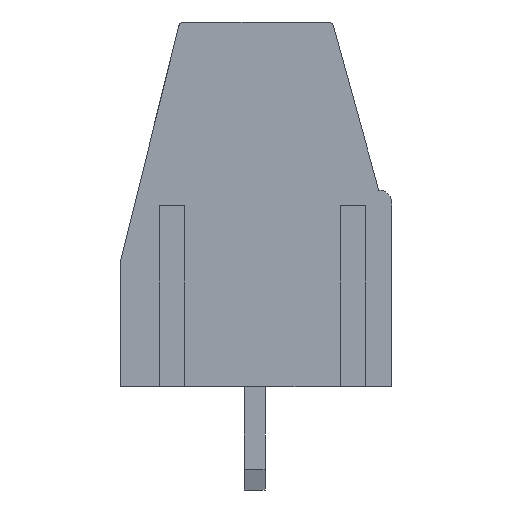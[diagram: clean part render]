
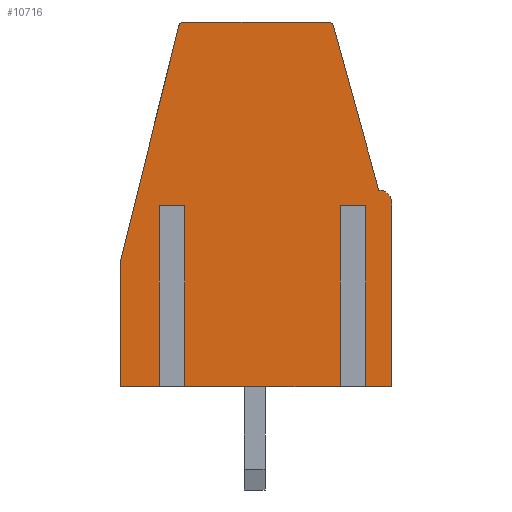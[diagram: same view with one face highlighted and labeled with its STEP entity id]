
A CAD part, left-side view. The second image highlights one B-rep face of the part: STEP entity #10716.
In plain terms, the highlighted planar face has unit normal (-1, 0, 0).
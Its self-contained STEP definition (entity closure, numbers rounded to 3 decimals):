
#86 = DIRECTION ( 'NONE',  ( 0., -1., 0. ) ) ;
#293 = VECTOR ( 'NONE', #86, 1000. ) ;
#311 = VERTEX_POINT ( 'NONE', #13621 ) ;
#848 = DIRECTION ( 'NONE',  ( 0., 0., -1. ) ) ;
#1565 = VECTOR ( 'NONE', #24826, 1000. ) ;
#1861 = DIRECTION ( 'NONE',  ( 0., 0., -1. ) ) ;
#1916 = VECTOR ( 'NONE', #9636, 1000. ) ;
#2348 = EDGE_CURVE ( 'NONE', #16607, #16730, #26205, .T. ) ;
#2639 = DIRECTION ( 'NONE',  ( 0., -1., 0. ) ) ;
#2648 = LINE ( 'NONE', #24435, #23298 ) ;
#2652 = VECTOR ( 'NONE', #7364, 1000. ) ;
#2724 = CARTESIAN_POINT ( 'NONE',  ( -12.7, 5.2, 14.15 ) ) ;
#2805 = LINE ( 'NONE', #24749, #293 ) ;
#2823 = CARTESIAN_POINT ( 'NONE',  ( -12.7, 2.9, 14.15 ) ) ;
#2976 = VERTEX_POINT ( 'NONE', #23216 ) ;
#3412 = CARTESIAN_POINT ( 'NONE',  ( -12.7, -4.067, 7.05 ) ) ;
#4174 = VERTEX_POINT ( 'NONE', #4884 ) ;
#4235 = EDGE_CURVE ( 'NONE', #311, #4174, #26444, .T. ) ;
#4884 = CARTESIAN_POINT ( 'NONE',  ( -12.7, -3.533, 0.05 ) ) ;
#4969 = AXIS2_PLACEMENT_3D ( 'NONE', #19029, #31182, #9256 ) ;
#5235 = DIRECTION ( 'NONE',  ( 0., -0.24, 0.971 ) ) ;
#5304 = VERTEX_POINT ( 'NONE', #8408 ) ;
#5865 = ORIENTED_EDGE ( 'NONE', *, *, #22129, .T. ) ;
#5912 = CARTESIAN_POINT ( 'NONE',  ( -12.7, -5.3, 7.15 ) ) ;
#5931 = DIRECTION ( 'NONE',  ( 0., -1., 0. ) ) ;
#6518 = LINE ( 'NONE', #14368, #19000 ) ;
#6524 = VERTEX_POINT ( 'NONE', #29249 ) ;
#6601 = EDGE_CURVE ( 'NONE', #8424, #4174, #23013, .T. ) ;
#7071 = EDGE_CURVE ( 'NONE', #23207, #23765, #17396, .T. ) ;
#7192 = PLANE ( 'NONE',  #22083 ) ;
#7197 = AXIS2_PLACEMENT_3D ( 'NONE', #10761, #24689, #17793 ) ;
#7261 = ORIENTED_EDGE ( 'NONE', *, *, #15998, .T. ) ;
#7364 = DIRECTION ( 'NONE',  ( 0., 0., -1. ) ) ;
#7426 = CARTESIAN_POINT ( 'NONE',  ( -12.7, 5.2, 0.05 ) ) ;
#7746 = VERTEX_POINT ( 'NONE', #5912 ) ;
#8408 = CARTESIAN_POINT ( 'NONE',  ( -12.7, -2.848, 14.15 ) ) ;
#8424 = VERTEX_POINT ( 'NONE', #20719 ) ;
#8820 = DIRECTION ( 'NONE',  ( 0., -0.267, -0.964 ) ) ;
#9122 = CARTESIAN_POINT ( 'NONE',  ( -12.7, -2.848, 13.95 ) ) ;
#9176 = EDGE_CURVE ( 'NONE', #6524, #8424, #2648, .T. ) ;
#9247 = VERTEX_POINT ( 'NONE', #25059 ) ;
#9256 = DIRECTION ( 'NONE',  ( 0., 1., 0. ) ) ;
#9277 = DIRECTION ( 'NONE',  ( -1., 0., 0. ) ) ;
#9636 = DIRECTION ( 'NONE',  ( 0., 0., -1. ) ) ;
#9887 = ORIENTED_EDGE ( 'NONE', *, *, #6601, .T. ) ;
#10676 = VERTEX_POINT ( 'NONE', #12032 ) ;
#10716 = ADVANCED_FACE ( 'NONE', ( #14272 ), #7192, .F. ) ;
#10724 = EDGE_CURVE ( 'NONE', #7746, #14068, #25144, .T. ) ;
#10761 = CARTESIAN_POINT ( 'NONE',  ( -12.7, 2.743, 13.95 ) ) ;
#10985 = DIRECTION ( 'NONE',  ( 0., -1., 0. ) ) ;
#11059 = CARTESIAN_POINT ( 'NONE',  ( -12.7, 2.933, 7.05 ) ) ;
#11184 = ORIENTED_EDGE ( 'NONE', *, *, #22514, .F. ) ;
#11994 = VECTOR ( 'NONE', #2639, 1000. ) ;
#12032 = CARTESIAN_POINT ( 'NONE',  ( -12.7, -4.8, 7.65 ) ) ;
#12522 = CARTESIAN_POINT ( 'NONE',  ( -12.7, 3.467, 7.05 ) ) ;
#13240 = ORIENTED_EDGE ( 'NONE', *, *, #9176, .T. ) ;
#13621 = CARTESIAN_POINT ( 'NONE',  ( -12.7, -3.533, 7.05 ) ) ;
#13929 = LINE ( 'NONE', #23717, #15105 ) ;
#13998 = EDGE_CURVE ( 'NONE', #2976, #23765, #30721, .T. ) ;
#14068 = VERTEX_POINT ( 'NONE', #18905 ) ;
#14193 = DIRECTION ( 'NONE',  ( 0., 0., -1. ) ) ;
#14246 = ORIENTED_EDGE ( 'NONE', *, *, #10724, .F. ) ;
#14272 = FACE_OUTER_BOUND ( 'NONE', #19735, .T. ) ;
#14368 = CARTESIAN_POINT ( 'NONE',  ( -12.7, 5.2, 14.15 ) ) ;
#14438 = LINE ( 'NONE', #12522, #1916 ) ;
#14507 = VECTOR ( 'NONE', #5931, 1000. ) ;
#15105 = VECTOR ( 'NONE', #8820, 1000. ) ;
#15965 = ORIENTED_EDGE ( 'NONE', *, *, #30784, .T. ) ;
#15998 = EDGE_CURVE ( 'NONE', #29367, #5304, #24975, .T. ) ;
#16053 = VECTOR ( 'NONE', #5235, 1000. ) ;
#16585 = EDGE_CURVE ( 'NONE', #311, #30191, #26160, .T. ) ;
#16607 = VERTEX_POINT ( 'NONE', #28396 ) ;
#16730 = VERTEX_POINT ( 'NONE', #20701 ) ;
#16793 = DIRECTION ( 'NONE',  ( 0., 1., 0. ) ) ;
#16873 = ORIENTED_EDGE ( 'NONE', *, *, #2348, .T. ) ;
#17295 = AXIS2_PLACEMENT_3D ( 'NONE', #9122, #9277, #16793 ) ;
#17396 = LINE ( 'NONE', #2823, #16053 ) ;
#17793 = DIRECTION ( 'NONE',  ( 0., 1., 0. ) ) ;
#17993 = EDGE_CURVE ( 'NONE', #23207, #16607, #6518, .T. ) ;
#18503 = CARTESIAN_POINT ( 'NONE',  ( -12.7, 5.2, 0.05 ) ) ;
#18594 = VECTOR ( 'NONE', #10985, 1000. ) ;
#18905 = CARTESIAN_POINT ( 'NONE',  ( -12.7, -5.3, 0.05 ) ) ;
#19000 = VECTOR ( 'NONE', #1861, 1000. ) ;
#19014 = CARTESIAN_POINT ( 'NONE',  ( -12.7, 5.2, 0.05 ) ) ;
#19029 = CARTESIAN_POINT ( 'NONE',  ( -12.7, -4.8, 7.15 ) ) ;
#19735 = EDGE_LOOP ( 'NONE', ( #24464, #23576, #30713, #21238, #16873, #26999, #21029, #13240, #9887, #24973, #31133, #15965, #5865, #14246, #22324, #11184, #7261 ) ) ;
#20013 = CARTESIAN_POINT ( 'NONE',  ( -12.7, -5.3, 14.15 ) ) ;
#20258 = CARTESIAN_POINT ( 'NONE',  ( -12.7, 3.467, 7.05 ) ) ;
#20695 = LINE ( 'NONE', #3412, #23869 ) ;
#20701 = CARTESIAN_POINT ( 'NONE',  ( -12.7, 3.467, 0.05 ) ) ;
#20719 = CARTESIAN_POINT ( 'NONE',  ( -12.7, 2.933, 0.05 ) ) ;
#20970 = CARTESIAN_POINT ( 'NONE',  ( -12.7, -4.067, 7.05 ) ) ;
#21029 = ORIENTED_EDGE ( 'NONE', *, *, #21379, .T. ) ;
#21238 = ORIENTED_EDGE ( 'NONE', *, *, #17993, .T. ) ;
#21379 = EDGE_CURVE ( 'NONE', #29859, #6524, #30412, .T. ) ;
#22083 = AXIS2_PLACEMENT_3D ( 'NONE', #2724, #27367, #22604 ) ;
#22129 = EDGE_CURVE ( 'NONE', #9247, #14068, #24578, .T. ) ;
#22148 = CARTESIAN_POINT ( 'NONE',  ( -12.7, -3.533, 7.05 ) ) ;
#22324 = ORIENTED_EDGE ( 'NONE', *, *, #31439, .T. ) ;
#22514 = EDGE_CURVE ( 'NONE', #29367, #10676, #13929, .T. ) ;
#22604 = DIRECTION ( 'NONE',  ( 0., 1., 0. ) ) ;
#23013 = LINE ( 'NONE', #18503, #18594 ) ;
#23026 = CARTESIAN_POINT ( 'NONE',  ( -12.7, 2.938, 13.998 ) ) ;
#23207 = VERTEX_POINT ( 'NONE', #25989 ) ;
#23216 = CARTESIAN_POINT ( 'NONE',  ( -12.7, 2.743, 14.15 ) ) ;
#23298 = VECTOR ( 'NONE', #14193, 1000. ) ;
#23576 = ORIENTED_EDGE ( 'NONE', *, *, #13998, .T. ) ;
#23620 = CARTESIAN_POINT ( 'NONE',  ( -12.7, -4.067, 7.05 ) ) ;
#23693 = CARTESIAN_POINT ( 'NONE',  ( -12.7, -3.041, 14.003 ) ) ;
#23717 = CARTESIAN_POINT ( 'NONE',  ( -12.7, -3., 14.15 ) ) ;
#23765 = VERTEX_POINT ( 'NONE', #23026 ) ;
#23783 = DIRECTION ( 'NONE',  ( 0., -1., 0. ) ) ;
#23869 = VECTOR ( 'NONE', #848, 1000. ) ;
#24204 = VECTOR ( 'NONE', #28768, 1000. ) ;
#24435 = CARTESIAN_POINT ( 'NONE',  ( -12.7, 2.933, 7.05 ) ) ;
#24464 = ORIENTED_EDGE ( 'NONE', *, *, #30470, .F. ) ;
#24578 = LINE ( 'NONE', #7426, #11994 ) ;
#24689 = DIRECTION ( 'NONE',  ( -1., 0., 0. ) ) ;
#24731 = EDGE_CURVE ( 'NONE', #29859, #16730, #14438, .T. ) ;
#24749 = CARTESIAN_POINT ( 'NONE',  ( -12.7, 5.2, 14.15 ) ) ;
#24826 = DIRECTION ( 'NONE',  ( 0., 0., -1. ) ) ;
#24973 = ORIENTED_EDGE ( 'NONE', *, *, #4235, .F. ) ;
#24975 = CIRCLE ( 'NONE', #17295, 0.2 ) ;
#25059 = CARTESIAN_POINT ( 'NONE',  ( -12.7, -4.067, 0.05 ) ) ;
#25144 = LINE ( 'NONE', #20013, #1565 ) ;
#25989 = CARTESIAN_POINT ( 'NONE',  ( -12.7, 5.2, 4.85 ) ) ;
#26160 = LINE ( 'NONE', #23620, #31149 ) ;
#26205 = LINE ( 'NONE', #19014, #24204 ) ;
#26444 = LINE ( 'NONE', #22148, #2652 ) ;
#26999 = ORIENTED_EDGE ( 'NONE', *, *, #24731, .F. ) ;
#27367 = DIRECTION ( 'NONE',  ( 1., 0., 0. ) ) ;
#28396 = CARTESIAN_POINT ( 'NONE',  ( -12.7, 5.2, 0.05 ) ) ;
#28491 = CIRCLE ( 'NONE', #4969, 0.5 ) ;
#28768 = DIRECTION ( 'NONE',  ( 0., -1., 0. ) ) ;
#29249 = CARTESIAN_POINT ( 'NONE',  ( -12.7, 2.933, 7.05 ) ) ;
#29367 = VERTEX_POINT ( 'NONE', #23693 ) ;
#29859 = VERTEX_POINT ( 'NONE', #20258 ) ;
#30191 = VERTEX_POINT ( 'NONE', #20970 ) ;
#30412 = LINE ( 'NONE', #11059, #14507 ) ;
#30470 = EDGE_CURVE ( 'NONE', #2976, #5304, #2805, .T. ) ;
#30713 = ORIENTED_EDGE ( 'NONE', *, *, #7071, .F. ) ;
#30721 = CIRCLE ( 'NONE', #7197, 0.2 ) ;
#30784 = EDGE_CURVE ( 'NONE', #30191, #9247, #20695, .T. ) ;
#31133 = ORIENTED_EDGE ( 'NONE', *, *, #16585, .T. ) ;
#31149 = VECTOR ( 'NONE', #23783, 1000. ) ;
#31182 = DIRECTION ( 'NONE',  ( -1., 0., 0. ) ) ;
#31439 = EDGE_CURVE ( 'NONE', #7746, #10676, #28491, .T. ) ;
